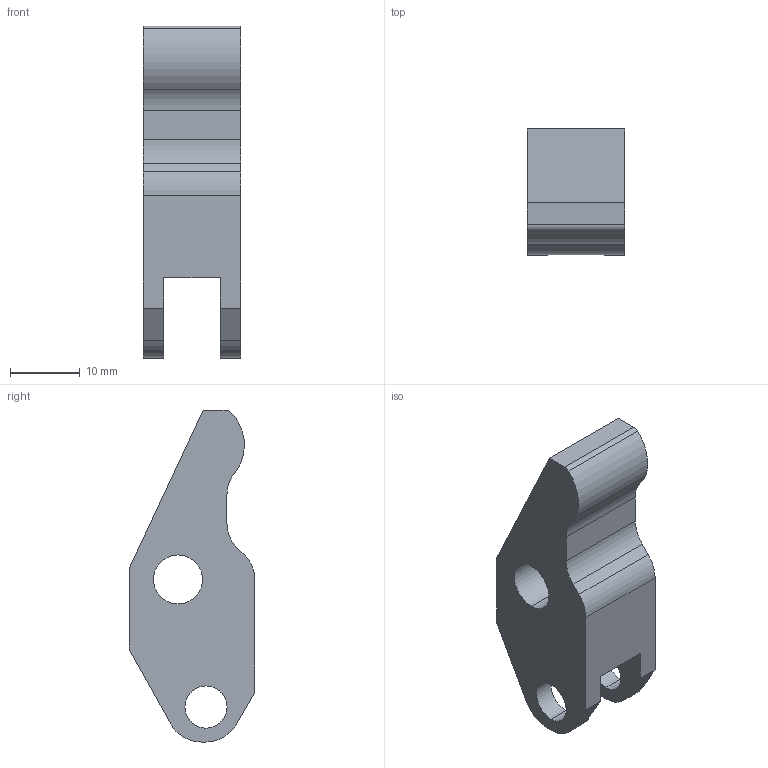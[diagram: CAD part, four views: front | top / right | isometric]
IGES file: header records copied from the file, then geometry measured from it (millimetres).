
Start section:  PTC IGES file: ilc91611820.igs
Global section: file name: ilc91611820.igs; native system: Creo Parametric by Parametric Technology Corporation; preprocessor: 2013320; author: Asawyer; organization: Unknown; date: 20201229.165846; units: millimetre
Bounding box: 14 x 18 x 47.5 mm (x, y, z)
Surface area: 3173.8 mm2 (no closed solid volume)
Topology: 0 solids, 0 shells, 31 faces, 255 edges, 330 vertices
Faces by surface type: bspline 16, revolution 15
